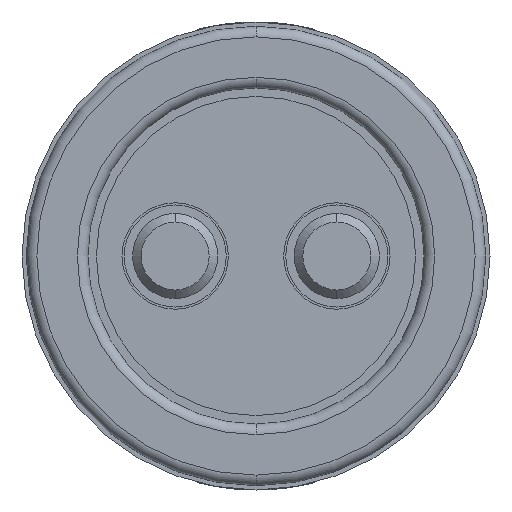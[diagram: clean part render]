
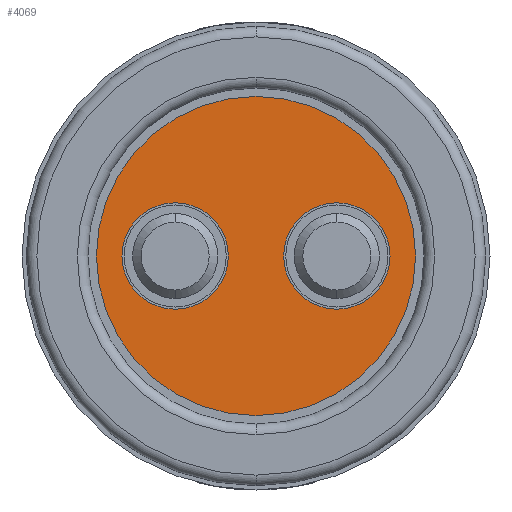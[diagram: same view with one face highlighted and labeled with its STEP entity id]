
A CAD part, front view. The second image highlights one B-rep face of the part: STEP entity #4069.
In plain terms, the highlighted planar face has unit normal (0, -1, 0).
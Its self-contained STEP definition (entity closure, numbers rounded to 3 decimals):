
#223 = DIRECTION ( 'NONE',  ( 0., 1., 0. ) ) ;
#278 = AXIS2_PLACEMENT_3D ( 'NONE', #3208, #785, #3610 ) ;
#281 = VERTEX_POINT ( 'NONE', #2535 ) ;
#318 = CIRCLE ( 'NONE', #4210, 2.5 ) ;
#343 = DIRECTION ( 'NONE',  ( 0., -1., 0. ) ) ;
#383 = CARTESIAN_POINT ( 'NONE',  ( 3.8, -14.3, 0. ) ) ;
#467 = EDGE_CURVE ( 'NONE', #628, #580, #2240, .T. ) ;
#559 = CARTESIAN_POINT ( 'NONE',  ( -3.8, -14.3, 2.5 ) ) ;
#564 = FACE_BOUND ( 'NONE', #3082, .T. ) ;
#580 = VERTEX_POINT ( 'NONE', #4575 ) ;
#582 = DIRECTION ( 'NONE',  ( 0., -1., 0. ) ) ;
#628 = VERTEX_POINT ( 'NONE', #2205 ) ;
#768 = AXIS2_PLACEMENT_3D ( 'NONE', #3018, #582, #3424 ) ;
#785 = DIRECTION ( 'NONE',  ( 0., -1., 0. ) ) ;
#787 = CIRCLE ( 'NONE', #768, 7.5 ) ;
#801 = DIRECTION ( 'NONE',  ( 0., 0., 1. ) ) ;
#864 = ORIENTED_EDGE ( 'NONE', *, *, #3252, .T. ) ;
#985 = ORIENTED_EDGE ( 'NONE', *, *, #1450, .F. ) ;
#1009 = CARTESIAN_POINT ( 'NONE',  ( -3.8, -14.3, 0. ) ) ;
#1080 = VERTEX_POINT ( 'NONE', #2754 ) ;
#1247 = AXIS2_PLACEMENT_3D ( 'NONE', #2650, #223, #3069 ) ;
#1411 = DIRECTION ( 'NONE',  ( 0., 0., 1. ) ) ;
#1450 = EDGE_CURVE ( 'NONE', #4563, #1763, #318, .T. ) ;
#1499 = CIRCLE ( 'NONE', #278, 2.5 ) ;
#1601 = ORIENTED_EDGE ( 'NONE', *, *, #3134, .F. ) ;
#1742 = CARTESIAN_POINT ( 'NONE',  ( -3.8, -14.3, 0. ) ) ;
#1763 = VERTEX_POINT ( 'NONE', #4871 ) ;
#1832 = ORIENTED_EDGE ( 'NONE', *, *, #4844, .F. ) ;
#2016 = CIRCLE ( 'NONE', #4024, 7.5 ) ;
#2067 = ORIENTED_EDGE ( 'NONE', *, *, #467, .F. ) ;
#2158 = EDGE_LOOP ( 'NONE', ( #2873, #864 ) ) ;
#2163 = DIRECTION ( 'NONE',  ( 0., 0., 1. ) ) ;
#2205 = CARTESIAN_POINT ( 'NONE',  ( 3.8, -14.3, -2.5 ) ) ;
#2232 = PLANE ( 'NONE',  #1247 ) ;
#2240 = CIRCLE ( 'NONE', #3820, 2.5 ) ;
#2464 = FACE_OUTER_BOUND ( 'NONE', #2158, .T. ) ;
#2535 = CARTESIAN_POINT ( 'NONE',  ( 0., -14.3, -7.5 ) ) ;
#2650 = CARTESIAN_POINT ( 'NONE',  ( 7.5, -14.3, 0. ) ) ;
#2734 = EDGE_LOOP ( 'NONE', ( #1832, #2067 ) ) ;
#2754 = CARTESIAN_POINT ( 'NONE',  ( 0., -14.3, 7.5 ) ) ;
#2775 = CARTESIAN_POINT ( 'NONE',  ( 0., -14.3, 0. ) ) ;
#2873 = ORIENTED_EDGE ( 'NONE', *, *, #4211, .T. ) ;
#3018 = CARTESIAN_POINT ( 'NONE',  ( 0., -14.3, 0. ) ) ;
#3069 = DIRECTION ( 'NONE',  ( 0., 0., 1. ) ) ;
#3078 = CIRCLE ( 'NONE', #4656, 2.5 ) ;
#3082 = EDGE_LOOP ( 'NONE', ( #985, #1601 ) ) ;
#3134 = EDGE_CURVE ( 'NONE', #1763, #4563, #3078, .T. ) ;
#3184 = DIRECTION ( 'NONE',  ( 0., 0., -1. ) ) ;
#3208 = CARTESIAN_POINT ( 'NONE',  ( 3.8, -14.3, 0. ) ) ;
#3223 = DIRECTION ( 'NONE',  ( 0., -1., 0. ) ) ;
#3252 = EDGE_CURVE ( 'NONE', #1080, #281, #787, .T. ) ;
#3424 = DIRECTION ( 'NONE',  ( 0., 0., -1. ) ) ;
#3541 = FACE_BOUND ( 'NONE', #2734, .T. ) ;
#3610 = DIRECTION ( 'NONE',  ( 0., 0., 1. ) ) ;
#3820 = AXIS2_PLACEMENT_3D ( 'NONE', #383, #3223, #801 ) ;
#3843 = DIRECTION ( 'NONE',  ( 0., -1., 0. ) ) ;
#4024 = AXIS2_PLACEMENT_3D ( 'NONE', #2775, #343, #3184 ) ;
#4069 = ADVANCED_FACE ( 'NONE', ( #3541, #564, #2464 ), #2232, .F. ) ;
#4210 = AXIS2_PLACEMENT_3D ( 'NONE', #1009, #3843, #1411 ) ;
#4211 = EDGE_CURVE ( 'NONE', #281, #1080, #2016, .T. ) ;
#4563 = VERTEX_POINT ( 'NONE', #559 ) ;
#4572 = DIRECTION ( 'NONE',  ( 0., -1., 0. ) ) ;
#4575 = CARTESIAN_POINT ( 'NONE',  ( 3.8, -14.3, 2.5 ) ) ;
#4656 = AXIS2_PLACEMENT_3D ( 'NONE', #1742, #4572, #2163 ) ;
#4844 = EDGE_CURVE ( 'NONE', #580, #628, #1499, .T. ) ;
#4871 = CARTESIAN_POINT ( 'NONE',  ( -3.8, -14.3, -2.5 ) ) ;
